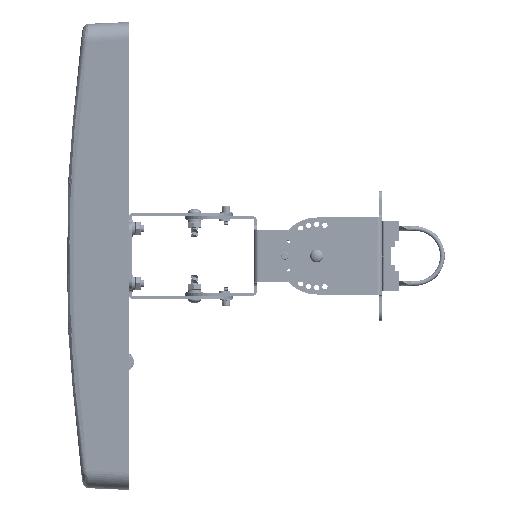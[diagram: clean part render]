
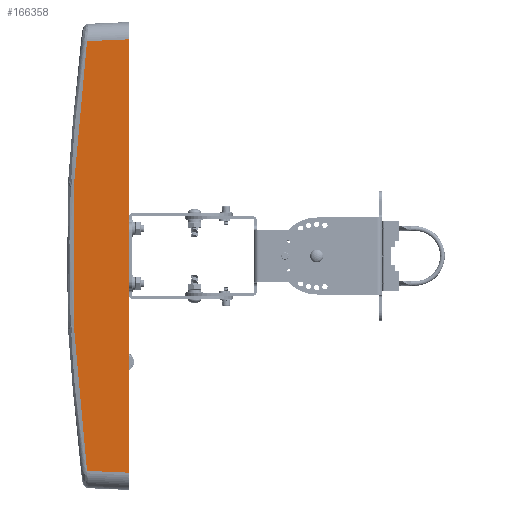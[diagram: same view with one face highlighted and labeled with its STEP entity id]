
A CAD part, left-side view. The second image highlights one B-rep face of the part: STEP entity #166358.
In plain terms, the highlighted planar face has unit normal (-0.999, 0.044, 0).
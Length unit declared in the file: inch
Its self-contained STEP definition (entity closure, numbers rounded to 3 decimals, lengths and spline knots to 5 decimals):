
#10465 = B_SPLINE_CURVE_WITH_KNOTS ( 'NONE', 3,
 ( #213557, #129446, #48471, #63861, #179720, #132687, #29915, #147996, #115212, #113070, #47409, #114133, #33139, #162254, #197236, #214625, #150143, #166555, #64928, #49569, #46315, #198294 ),
 .UNSPECIFIED., .F., .F.,
 ( 4, 1, 1, 1, 1, 2, 2, 2, 1, 1, 1, 1, 2, 2, 4 ),
 ( 0., 0.125, 0.1875, 0.21875, 0.23438, 0.24219, 0.25, 0.5, 0.625, 0.6875, 0.71875, 0.73437, 0.74219, 0.75, 1. ),
 .UNSPECIFIED. ) ;
#15094 = CARTESIAN_POINT ( 'NONE',  ( -12.07606, 1.14335, 8.80902 ) ) ;
#16171 = DIRECTION ( 'NONE',  ( 0., 0., -1. ) ) ;
#17642 = VERTEX_POINT ( 'NONE', #26257 ) ;
#26257 = CARTESIAN_POINT ( 'NONE',  ( -12.12598, 0., 8.85894 ) ) ;
#29706 = CARTESIAN_POINT ( 'NONE',  ( -12.0511, 1.71502, -8.78406 ) ) ;
#29915 = CARTESIAN_POINT ( 'NONE',  ( -12.03205, 2.15137, 4.58812 ) ) ;
#29957 = VECTOR ( 'NONE', #16171, 39.37008 ) ;
#33012 = DIRECTION ( 'NONE',  ( 0., 0., -1. ) ) ;
#33139 = CARTESIAN_POINT ( 'NONE',  ( -12.02576, 2.29555, -1.83647 ) ) ;
#46315 = CARTESIAN_POINT ( 'NONE',  ( -12.0424, 1.91444, -7.32933 ) ) ;
#46783 = CARTESIAN_POINT ( 'NONE',  ( -12.0511, 1.71502, -8.78406 ) ) ;
#46948 = ORIENTED_EDGE ( 'NONE', *, *, #175982, .T. ) ;
#47409 = CARTESIAN_POINT ( 'NONE',  ( -12.02494, 2.31432, 1.46948 ) ) ;
#47902 = CARTESIAN_POINT ( 'NONE',  ( -12.0511, 1.71502, 8.78406 ) ) ;
#48471 = CARTESIAN_POINT ( 'NONE',  ( -12.04104, 1.94565, 6.9638 ) ) ;
#48965 = CARTESIAN_POINT ( 'NONE',  ( -12.12598, 0., 8.85894 ) ) ;
#49569 = CARTESIAN_POINT ( 'NONE',  ( -12.03586, 2.06414, -5.86967 ) ) ;
#60612 = CARTESIAN_POINT ( 'NONE',  ( -12.12598, 0., -8.85894 ) ) ;
#63861 = CARTESIAN_POINT ( 'NONE',  ( -12.03579, 2.06576, 5.68551 ) ) ;
#64928 = CARTESIAN_POINT ( 'NONE',  ( -12.03136, 2.16723, -4.35933 ) ) ;
#72535 = EDGE_CURVE ( 'NONE', #17642, #175364, #73539, .T. ) ;
#73539 = B_SPLINE_CURVE_WITH_KNOTS ( 'NONE', 3,
 ( #48965, #165966, #15094, #47902 ),
 .UNSPECIFIED., .F., .F.,
 ( 4, 4 ),
 ( 0., 1. ),
 .UNSPECIFIED. ) ;
#80097 = DIRECTION ( 'NONE',  ( 0.999, -0.044, 0. ) ) ;
#98112 = ORIENTED_EDGE ( 'NONE', *, *, #184178, .T. ) ;
#101919 = CARTESIAN_POINT ( 'NONE',  ( -12.12598, 0., 9.9389 ) ) ;
#111879 = FACE_OUTER_BOUND ( 'NONE', #165009, .T. ) ;
#113070 = CARTESIAN_POINT ( 'NONE',  ( -12.02712, 2.26425, 2.93788 ) ) ;
#114133 = CARTESIAN_POINT ( 'NONE',  ( -12.02494, 2.31432, -0.73478 ) ) ;
#115212 = CARTESIAN_POINT ( 'NONE',  ( -12.03163, 2.16098, 4.45091 ) ) ;
#115690 = LINE ( 'NONE', #195573, #29957 ) ;
#126742 = EDGE_CURVE ( 'NONE', #17642, #201938, #115690, .T. ) ;
#129446 = CARTESIAN_POINT ( 'NONE',  ( -12.04675, 1.81473, 8.0567 ) ) ;
#132687 = CARTESIAN_POINT ( 'NONE',  ( -12.03248, 2.14156, 4.72538 ) ) ;
#147996 = CARTESIAN_POINT ( 'NONE',  ( -12.03177, 2.15781, 4.4966 ) ) ;
#150143 = CARTESIAN_POINT ( 'NONE',  ( -12.03096, 2.17638, -4.22169 ) ) ;
#151631 = VERTEX_POINT ( 'NONE', #29706 ) ;
#162254 = CARTESIAN_POINT ( 'NONE',  ( -12.02815, 2.24078, -3.12104 ) ) ;
#165009 = EDGE_LOOP ( 'NONE', ( #98112, #177252, #194667, #46948 ) ) ;
#165925 = CARTESIAN_POINT ( 'NONE',  ( -12.12598, 0., -8.85894 ) ) ;
#165966 = CARTESIAN_POINT ( 'NONE',  ( -12.10102, 0.57167, 8.83398 ) ) ;
#166358 = ADVANCED_FACE ( 'NONE', ( #111879 ), #212356, .F. ) ;
#166555 = CARTESIAN_POINT ( 'NONE',  ( -12.03123, 2.17031, -4.3134 ) ) ;
#175364 = VERTEX_POINT ( 'NONE', #183455 ) ;
#175982 = EDGE_CURVE ( 'NONE', #175364, #151631, #10465, .T. ) ;
#177252 = ORIENTED_EDGE ( 'NONE', *, *, #126742, .F. ) ;
#179720 = CARTESIAN_POINT ( 'NONE',  ( -12.03353, 2.11765, 5.04556 ) ) ;
#183402 = CARTESIAN_POINT ( 'NONE',  ( -12.10102, 0.57167, -8.83398 ) ) ;
#183455 = CARTESIAN_POINT ( 'NONE',  ( -12.0511, 1.71502, 8.78406 ) ) ;
#184178 = EDGE_CURVE ( 'NONE', #151631, #201938, #198407, .T. ) ;
#189880 = AXIS2_PLACEMENT_3D ( 'NONE', #101919, #80097, #33012 ) ;
#194667 = ORIENTED_EDGE ( 'NONE', *, *, #72535, .T. ) ;
#195573 = CARTESIAN_POINT ( 'NONE',  ( -12.12598, 0., 8.85894 ) ) ;
#197236 = CARTESIAN_POINT ( 'NONE',  ( -12.0297, 2.20518, -3.76313 ) ) ;
#198294 = CARTESIAN_POINT ( 'NONE',  ( -12.0511, 1.71502, -8.78406 ) ) ;
#198407 = B_SPLINE_CURVE_WITH_KNOTS ( 'NONE', 3,
 ( #46783, #199818, #183402, #165925 ),
 .UNSPECIFIED., .F., .F.,
 ( 4, 4 ),
 ( 0., 1. ),
 .UNSPECIFIED. ) ;
#199818 = CARTESIAN_POINT ( 'NONE',  ( -12.07606, 1.14335, -8.80902 ) ) ;
#201938 = VERTEX_POINT ( 'NONE', #60612 ) ;
#212356 = PLANE ( 'NONE',  #189880 ) ;
#213557 = CARTESIAN_POINT ( 'NONE',  ( -12.0511, 1.71502, 8.78406 ) ) ;
#214625 = CARTESIAN_POINT ( 'NONE',  ( -12.03057, 2.18533, -4.08413 ) ) ;
